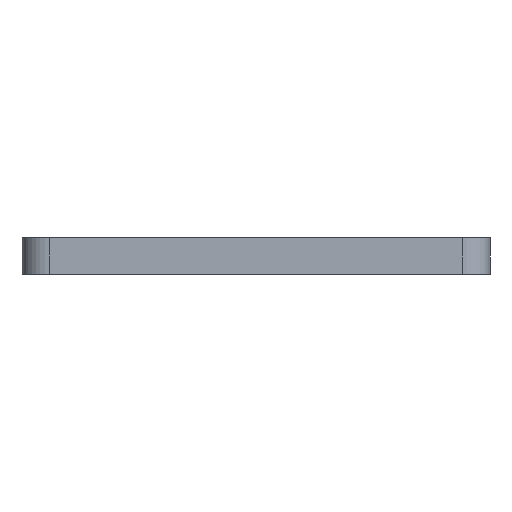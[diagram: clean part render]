
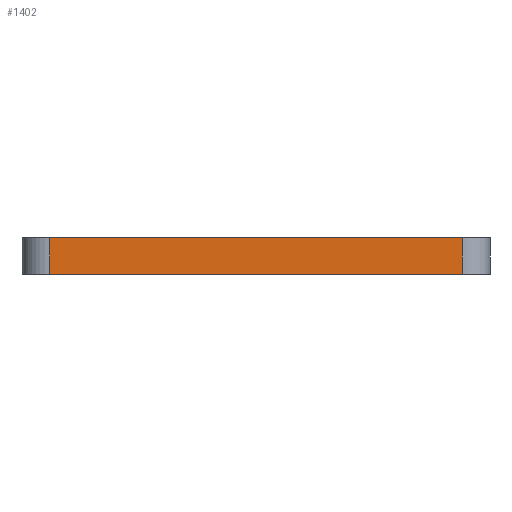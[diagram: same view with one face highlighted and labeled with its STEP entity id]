
A CAD part, left-side view. The second image highlights one B-rep face of the part: STEP entity #1402.
In plain terms, the highlighted planar face has unit normal (-1, 0, 0).
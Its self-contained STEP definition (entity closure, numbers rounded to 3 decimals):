
#145=PLANE('',#1547);
#154=FACE_OUTER_BOUND('',#272,.T.);
#272=EDGE_LOOP('',(#1048,#1049,#1050,#1051));
#390=LINE('',#2162,#460);
#395=LINE('',#2287,#465);
#396=LINE('',#2290,#466);
#397=LINE('',#2291,#467);
#460=VECTOR('',#1696,10.);
#465=VECTOR('',#1823,10.);
#466=VECTOR('',#1826,10.);
#467=VECTOR('',#1827,10.);
#663=VERTEX_POINT('',#2159);
#664=VERTEX_POINT('',#2161);
#723=VERTEX_POINT('',#2285);
#724=VERTEX_POINT('',#2289);
#789=EDGE_CURVE('',#663,#664,#390,.T.);
#852=EDGE_CURVE('',#664,#723,#395,.T.);
#853=EDGE_CURVE('',#724,#663,#396,.T.);
#854=EDGE_CURVE('',#723,#724,#397,.T.);
#1048=ORIENTED_EDGE('',*,*,#852,.F.);
#1049=ORIENTED_EDGE('',*,*,#789,.F.);
#1050=ORIENTED_EDGE('',*,*,#853,.F.);
#1051=ORIENTED_EDGE('',*,*,#854,.F.);
#1402=ADVANCED_FACE('',(#154),#145,.T.);
#1547=AXIS2_PLACEMENT_3D('',#2288,#1824,#1825);
#1696=DIRECTION('',(0.,1.,0.));
#1823=DIRECTION('',(0.,0.,1.));
#1824=DIRECTION('center_axis',(-1.,0.,0.));
#1825=DIRECTION('ref_axis',(0.,-1.,0.));
#1826=DIRECTION('',(0.,0.,-1.));
#1827=DIRECTION('',(0.,-1.,0.));
#2159=CARTESIAN_POINT('',(-196.,134.02,0.));
#2161=CARTESIAN_POINT('',(-196.,209.02,0.));
#2162=CARTESIAN_POINT('',(-196.,129.02,0.));
#2285=CARTESIAN_POINT('',(-196.,209.02,6.6));
#2287=CARTESIAN_POINT('',(-196.,209.02,0.));
#2288=CARTESIAN_POINT('Origin',(-196.,214.02,0.));
#2289=CARTESIAN_POINT('',(-196.,134.02,6.6));
#2290=CARTESIAN_POINT('',(-196.,134.02,0.));
#2291=CARTESIAN_POINT('',(-196.,192.77,6.6));
